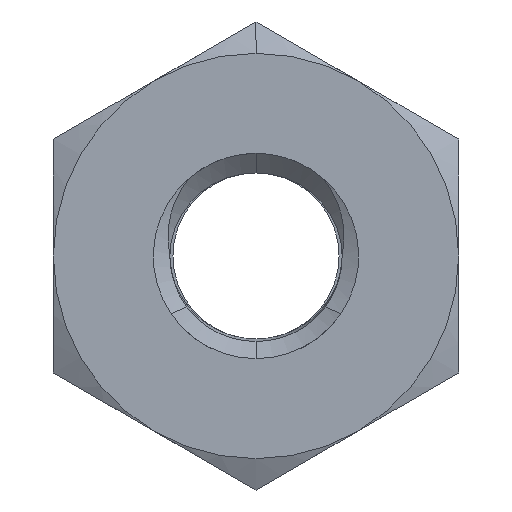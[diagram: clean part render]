
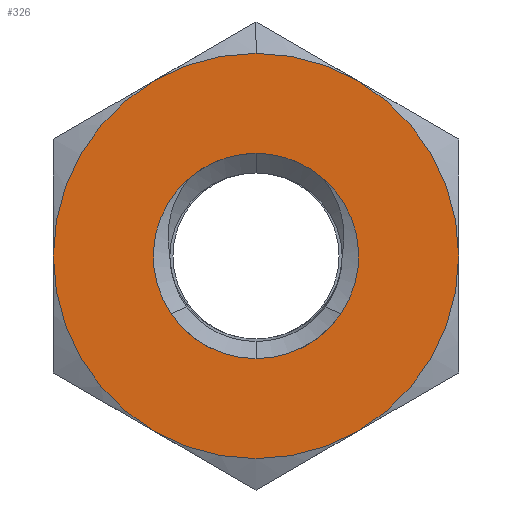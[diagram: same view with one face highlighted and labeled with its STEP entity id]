
A CAD part, front view. The second image highlights one B-rep face of the part: STEP entity #326.
In plain terms, the highlighted planar face has unit normal (0, -1, 0).
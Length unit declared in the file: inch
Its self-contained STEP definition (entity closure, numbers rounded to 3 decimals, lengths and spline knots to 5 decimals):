
#24 = CIRCLE ( 'NONE', #152, 0.1875 ) ;
#40 = CARTESIAN_POINT ( 'NONE',  ( -0.1875, 0., 0. ) ) ;
#45 = VERTEX_POINT ( 'NONE', #2259 ) ;
#65 = EDGE_CURVE ( 'NONE', #2305, #511, #1090, .T. ) ;
#70 = CARTESIAN_POINT ( 'NONE',  ( 0., 0., 0. ) ) ;
#79 = CIRCLE ( 'NONE', #1896, 0.1875 ) ;
#81 = ORIENTED_EDGE ( 'NONE', *, *, #338, .T. ) ;
#86 = CARTESIAN_POINT ( 'NONE',  ( 0.09375, 0., -0.16238 ) ) ;
#103 = CIRCLE ( 'NONE', #1516, 0.095 ) ;
#117 = CARTESIAN_POINT ( 'NONE',  ( 0., 0., 0.1875 ) ) ;
#152 = AXIS2_PLACEMENT_3D ( 'NONE', #1330, #412, #963 ) ;
#187 = DIRECTION ( 'NONE',  ( 0., 0., -1. ) ) ;
#195 = CARTESIAN_POINT ( 'NONE',  ( 0.1875, 0., 0. ) ) ;
#198 = EDGE_CURVE ( 'NONE', #363, #323, #79, .T. ) ;
#261 = DIRECTION ( 'NONE',  ( 0., -1., 0. ) ) ;
#269 = DIRECTION ( 'NONE',  ( 0., 0., -1. ) ) ;
#323 = VERTEX_POINT ( 'NONE', #853 ) ;
#326 = ADVANCED_FACE ( 'NONE', ( #1983, #1759 ), #1015, .F. ) ;
#338 = EDGE_CURVE ( 'NONE', #764, #689, #1586, .T. ) ;
#363 = VERTEX_POINT ( 'NONE', #195 ) ;
#364 = CARTESIAN_POINT ( 'NONE',  ( -0.09375, 0., -0.16238 ) ) ;
#378 = VERTEX_POINT ( 'NONE', #364 ) ;
#386 = CARTESIAN_POINT ( 'NONE',  ( 0., 0., 0. ) ) ;
#400 = CARTESIAN_POINT ( 'NONE',  ( 0., 0., 0. ) ) ;
#412 = DIRECTION ( 'NONE',  ( 0., -1., 0. ) ) ;
#416 = EDGE_CURVE ( 'NONE', #689, #1002, #2095, .T. ) ;
#445 = EDGE_CURVE ( 'NONE', #1002, #378, #643, .T. ) ;
#461 = DIRECTION ( 'NONE',  ( 0., 0., -1. ) ) ;
#479 = ORIENTED_EDGE ( 'NONE', *, *, #1341, .F. ) ;
#511 = VERTEX_POINT ( 'NONE', #2071 ) ;
#516 = DIRECTION ( 'NONE',  ( 0., 0., 1. ) ) ;
#560 = ORIENTED_EDGE ( 'NONE', *, *, #907, .T. ) ;
#569 = AXIS2_PLACEMENT_3D ( 'NONE', #1796, #1976, #2354 ) ;
#570 = CARTESIAN_POINT ( 'NONE',  ( 0., 0., 0. ) ) ;
#606 = DIRECTION ( 'NONE',  ( 0., -1., 0. ) ) ;
#613 = CARTESIAN_POINT ( 'NONE',  ( 0., 0., 0. ) ) ;
#626 = DIRECTION ( 'NONE',  ( 0., -1., 0. ) ) ;
#636 = VERTEX_POINT ( 'NONE', #86 ) ;
#643 = CIRCLE ( 'NONE', #2176, 0.1875 ) ;
#651 = CARTESIAN_POINT ( 'NONE',  ( 0., 0., 0. ) ) ;
#689 = VERTEX_POINT ( 'NONE', #1235 ) ;
#713 = EDGE_CURVE ( 'NONE', #511, #2093, #1784, .T. ) ;
#742 = AXIS2_PLACEMENT_3D ( 'NONE', #2088, #982, #787 ) ;
#764 = VERTEX_POINT ( 'NONE', #117 ) ;
#787 = DIRECTION ( 'NONE',  ( 0., 0., -1. ) ) ;
#790 = CARTESIAN_POINT ( 'NONE',  ( 0.07863, 0., -0.05332 ) ) ;
#798 = DIRECTION ( 'NONE',  ( 0., 0., -1. ) ) ;
#845 = DIRECTION ( 'NONE',  ( 0., 0., -1. ) ) ;
#853 = CARTESIAN_POINT ( 'NONE',  ( 0.09375, 0., 0.16238 ) ) ;
#907 = EDGE_CURVE ( 'NONE', #378, #636, #24, .T. ) ;
#963 = DIRECTION ( 'NONE',  ( 0., 0., -1. ) ) ;
#965 = EDGE_CURVE ( 'NONE', #2093, #1321, #1168, .T. ) ;
#982 = DIRECTION ( 'NONE',  ( 0., -1., 0. ) ) ;
#993 = EDGE_LOOP ( 'NONE', ( #1318, #81, #1346, #1620, #560, #1782, #1765 ) ) ;
#1002 = VERTEX_POINT ( 'NONE', #40 ) ;
#1015 = PLANE ( 'NONE',  #1622 ) ;
#1076 = DIRECTION ( 'NONE',  ( 0., 0., -1. ) ) ;
#1090 = CIRCLE ( 'NONE', #1243, 0.095 ) ;
#1119 = DIRECTION ( 'NONE',  ( 0., -1., 0. ) ) ;
#1168 = CIRCLE ( 'NONE', #1180, 0.095 ) ;
#1180 = AXIS2_PLACEMENT_3D ( 'NONE', #1588, #1755, #845 ) ;
#1187 = AXIS2_PLACEMENT_3D ( 'NONE', #1342, #1904, #269 ) ;
#1235 = CARTESIAN_POINT ( 'NONE',  ( -0.09375, 0., 0.16238 ) ) ;
#1243 = AXIS2_PLACEMENT_3D ( 'NONE', #400, #1681, #1300 ) ;
#1249 = ORIENTED_EDGE ( 'NONE', *, *, #965, .F. ) ;
#1282 = EDGE_CURVE ( 'NONE', #323, #764, #1723, .T. ) ;
#1300 = DIRECTION ( 'NONE',  ( 0., 0., -1. ) ) ;
#1318 = ORIENTED_EDGE ( 'NONE', *, *, #1282, .T. ) ;
#1321 = VERTEX_POINT ( 'NONE', #1355 ) ;
#1327 = EDGE_CURVE ( 'NONE', #1701, #2305, #1398, .T. ) ;
#1330 = CARTESIAN_POINT ( 'NONE',  ( 0., 0., 0. ) ) ;
#1341 = EDGE_CURVE ( 'NONE', #1321, #45, #1549, .T. ) ;
#1342 = CARTESIAN_POINT ( 'NONE',  ( 0., 0., 0. ) ) ;
#1346 = ORIENTED_EDGE ( 'NONE', *, *, #416, .T. ) ;
#1355 = CARTESIAN_POINT ( 'NONE',  ( -0.07863, 0., -0.05332 ) ) ;
#1390 = CIRCLE ( 'NONE', #742, 0.1875 ) ;
#1398 = CIRCLE ( 'NONE', #1187, 0.095 ) ;
#1516 = AXIS2_PLACEMENT_3D ( 'NONE', #613, #2252, #798 ) ;
#1523 = DIRECTION ( 'NONE',  ( 0., 0., -1. ) ) ;
#1524 = AXIS2_PLACEMENT_3D ( 'NONE', #651, #1928, #1531 ) ;
#1531 = DIRECTION ( 'NONE',  ( 0., 0., -1. ) ) ;
#1534 = CARTESIAN_POINT ( 'NONE',  ( 0.06199, 0., 0.07199 ) ) ;
#1549 = CIRCLE ( 'NONE', #2102, 0.095 ) ;
#1572 = AXIS2_PLACEMENT_3D ( 'NONE', #570, #1119, #187 ) ;
#1585 = CARTESIAN_POINT ( 'NONE',  ( 0., 0., -0.21651 ) ) ;
#1586 = CIRCLE ( 'NONE', #1742, 0.1875 ) ;
#1588 = CARTESIAN_POINT ( 'NONE',  ( 0., 0., 0. ) ) ;
#1617 = DIRECTION ( 'NONE',  ( 0., 1., 0. ) ) ;
#1620 = ORIENTED_EDGE ( 'NONE', *, *, #445, .T. ) ;
#1622 = AXIS2_PLACEMENT_3D ( 'NONE', #1585, #1617, #516 ) ;
#1681 = DIRECTION ( 'NONE',  ( 0., -1., 0. ) ) ;
#1701 = VERTEX_POINT ( 'NONE', #790 ) ;
#1723 = CIRCLE ( 'NONE', #1524, 0.1875 ) ;
#1724 = EDGE_CURVE ( 'NONE', #45, #1701, #103, .T. ) ;
#1739 = CARTESIAN_POINT ( 'NONE',  ( 0., 0., 0. ) ) ;
#1742 = AXIS2_PLACEMENT_3D ( 'NONE', #1806, #1824, #1076 ) ;
#1750 = ORIENTED_EDGE ( 'NONE', *, *, #65, .F. ) ;
#1755 = DIRECTION ( 'NONE',  ( 0., -1., 0. ) ) ;
#1759 = FACE_OUTER_BOUND ( 'NONE', #993, .T. ) ;
#1765 = ORIENTED_EDGE ( 'NONE', *, *, #198, .T. ) ;
#1782 = ORIENTED_EDGE ( 'NONE', *, *, #2298, .T. ) ;
#1784 = CIRCLE ( 'NONE', #569, 0.095 ) ;
#1796 = CARTESIAN_POINT ( 'NONE',  ( 0., 0., 0. ) ) ;
#1806 = CARTESIAN_POINT ( 'NONE',  ( 0., 0., 0. ) ) ;
#1824 = DIRECTION ( 'NONE',  ( 0., -1., 0. ) ) ;
#1896 = AXIS2_PLACEMENT_3D ( 'NONE', #70, #626, #2292 ) ;
#1904 = DIRECTION ( 'NONE',  ( 0., -1., 0. ) ) ;
#1928 = DIRECTION ( 'NONE',  ( 0., -1., 0. ) ) ;
#1976 = DIRECTION ( 'NONE',  ( 0., -1., 0. ) ) ;
#1983 = FACE_BOUND ( 'NONE', #2016, .T. ) ;
#2004 = ORIENTED_EDGE ( 'NONE', *, *, #1724, .F. ) ;
#2016 = EDGE_LOOP ( 'NONE', ( #2247, #2004, #479, #1249, #2393, #1750 ) ) ;
#2071 = CARTESIAN_POINT ( 'NONE',  ( 0., 0., 0.095 ) ) ;
#2088 = CARTESIAN_POINT ( 'NONE',  ( 0., 0., 0. ) ) ;
#2093 = VERTEX_POINT ( 'NONE', #2380 ) ;
#2095 = CIRCLE ( 'NONE', #1572, 0.1875 ) ;
#2102 = AXIS2_PLACEMENT_3D ( 'NONE', #1739, #261, #461 ) ;
#2176 = AXIS2_PLACEMENT_3D ( 'NONE', #386, #606, #1523 ) ;
#2247 = ORIENTED_EDGE ( 'NONE', *, *, #1327, .F. ) ;
#2252 = DIRECTION ( 'NONE',  ( 0., -1., 0. ) ) ;
#2259 = CARTESIAN_POINT ( 'NONE',  ( 0., 0., -0.095 ) ) ;
#2292 = DIRECTION ( 'NONE',  ( 0., 0., -1. ) ) ;
#2298 = EDGE_CURVE ( 'NONE', #636, #363, #1390, .T. ) ;
#2305 = VERTEX_POINT ( 'NONE', #1534 ) ;
#2354 = DIRECTION ( 'NONE',  ( 0., 0., -1. ) ) ;
#2380 = CARTESIAN_POINT ( 'NONE',  ( -0.06199, 0., 0.07199 ) ) ;
#2393 = ORIENTED_EDGE ( 'NONE', *, *, #713, .F. ) ;
